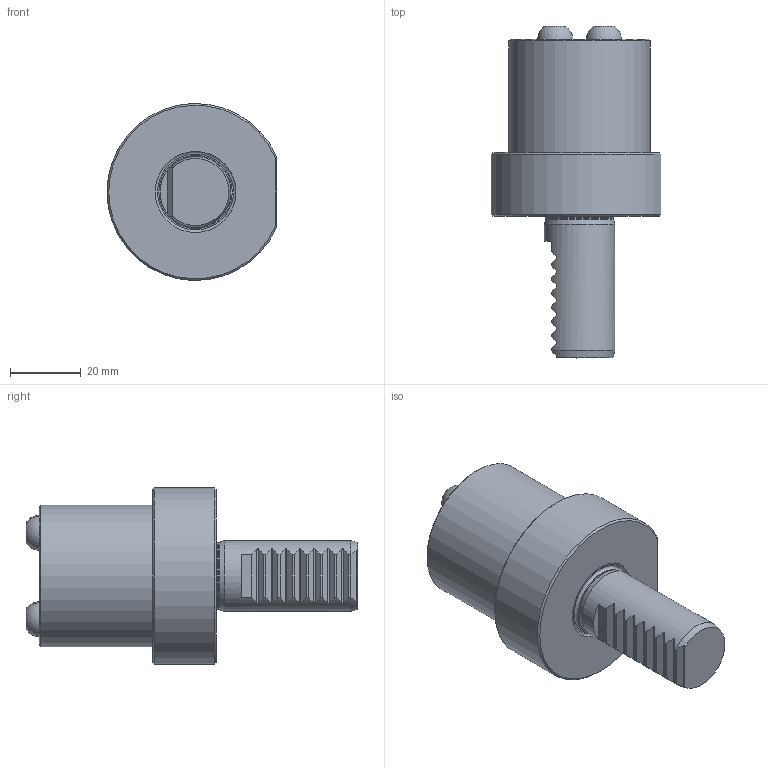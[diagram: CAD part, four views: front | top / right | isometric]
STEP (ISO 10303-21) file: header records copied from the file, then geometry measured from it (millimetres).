
FILE_DESCRIPTION (( 'STEP AP214' ), '1' );
FILE_NAME ('E220X16.STEP', '2025-07-28T15:12:12', ( '' ), ( '' ), 'SwSTEP 2.0', 'SolidWorks 2023', '' );
FILE_SCHEMA (( 'AUTOMOTIVE_DESIGN' ));
Length unit declared in the file: millimetre
Products named in the file (1): E220X16
Bounding box: 48 x 93.7 x 49.98 mm (x, y, z)
Volume: 86574.3 mm3; surface area: 14266.9 mm2
Topology: 1 solids, 1 shells, 261 faces, 675 edges, 448 vertices
Faces by surface type: plane 177, cylinder 39, bspline 35, cone 5, torus 3, sphere 2
Full cylindrical faces by diameter (mm): 0.85 x1, 1.05 x1, 3.183 x1, 16 x1, 19.1 x1, 20 x1, 40 x1
Entity records: 12223 total; most frequent: CARTESIAN_POINT 4038, ORIENTED_EDGE 1322, DIRECTION 1068, EDGE_CURVE 661, LINE 464, VECTOR 464, VERTEX_POINT 446, EDGE_LOOP 305
